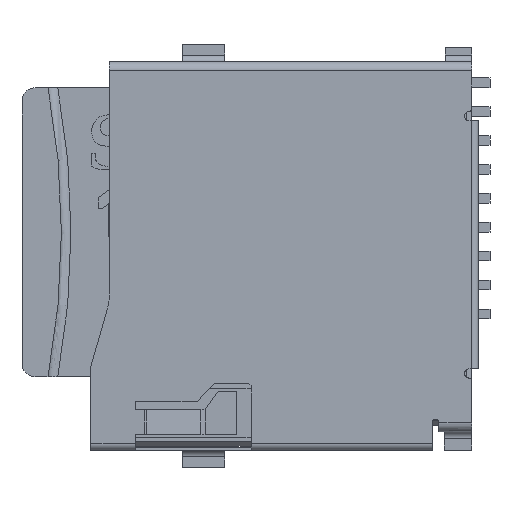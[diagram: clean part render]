
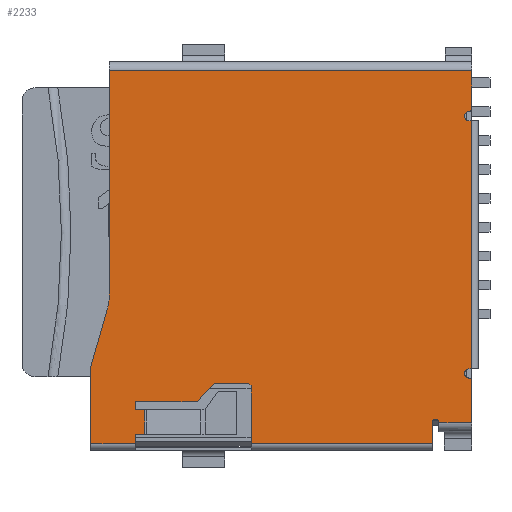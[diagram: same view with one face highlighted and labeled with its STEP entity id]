
A CAD part, top view. The second image highlights one B-rep face of the part: STEP entity #2233.
In plain terms, the highlighted planar face has unit normal (0, 0, 1).
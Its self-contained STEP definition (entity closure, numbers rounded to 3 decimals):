
#2233 = ADVANCED_FACE('',(#2234),#2490,.T.);
#2234 = FACE_BOUND('',#2235,.T.);
#2235 = EDGE_LOOP('',(#2236,#2246,#2255,#2263,#2272,#2280,#2288,#2296,
    #2305,#2313,#2322,#2330,#2338,#2346,#2355,#2363,#2371,#2379,#2387,
    #2395,#2403,#2411,#2419,#2427,#2435,#2443,#2451,#2459,#2467,#2475,
    #2484));
#2236 = ORIENTED_EDGE('',*,*,#2237,.T.);
#2237 = EDGE_CURVE('',#2238,#2240,#2242,.T.);
#2238 = VERTEX_POINT('',#2239);
#2239 = CARTESIAN_POINT('',(14.5,1.05,2.));
#2240 = VERTEX_POINT('',#2241);
#2241 = CARTESIAN_POINT('',(14.5,2.67,2.));
#2242 = LINE('',#2243,#2244);
#2243 = CARTESIAN_POINT('',(14.5,1.05,2.));
#2244 = VECTOR('',#2245,1.);
#2245 = DIRECTION('',(0.,1.,0.));
#2246 = ORIENTED_EDGE('',*,*,#2247,.T.);
#2247 = EDGE_CURVE('',#2240,#2248,#2250,.T.);
#2248 = VERTEX_POINT('',#2249);
#2249 = CARTESIAN_POINT('',(14.42,2.75,2.));
#2250 = CIRCLE('',#2251,0.08);
#2251 = AXIS2_PLACEMENT_3D('',#2252,#2253,#2254);
#2252 = CARTESIAN_POINT('',(14.42,2.67,2.));
#2253 = DIRECTION('',(-0.,0.,1.));
#2254 = DIRECTION('',(0.,-1.,0.));
#2255 = ORIENTED_EDGE('',*,*,#2256,.F.);
#2256 = EDGE_CURVE('',#2257,#2248,#2259,.T.);
#2257 = VERTEX_POINT('',#2258);
#2258 = CARTESIAN_POINT('',(14.4,2.75,2.));
#2259 = LINE('',#2260,#2261);
#2260 = CARTESIAN_POINT('',(14.4,2.75,2.));
#2261 = VECTOR('',#2262,1.);
#2262 = DIRECTION('',(1.,0.,0.));
#2263 = ORIENTED_EDGE('',*,*,#2264,.F.);
#2264 = EDGE_CURVE('',#2265,#2257,#2267,.T.);
#2265 = VERTEX_POINT('',#2266);
#2266 = CARTESIAN_POINT('',(14.4,3.1,2.));
#2267 = CIRCLE('',#2268,0.175);
#2268 = AXIS2_PLACEMENT_3D('',#2269,#2270,#2271);
#2269 = CARTESIAN_POINT('',(14.4,2.925,2.));
#2270 = DIRECTION('',(0.,0.,1.));
#2271 = DIRECTION('',(1.,0.,0.));
#2272 = ORIENTED_EDGE('',*,*,#2273,.T.);
#2273 = EDGE_CURVE('',#2265,#2274,#2276,.T.);
#2274 = VERTEX_POINT('',#2275);
#2275 = CARTESIAN_POINT('',(14.5,3.1,2.));
#2276 = LINE('',#2277,#2278);
#2277 = CARTESIAN_POINT('',(14.4,3.1,2.));
#2278 = VECTOR('',#2279,1.);
#2279 = DIRECTION('',(1.,0.,0.));
#2280 = ORIENTED_EDGE('',*,*,#2281,.T.);
#2281 = EDGE_CURVE('',#2274,#2282,#2284,.T.);
#2282 = VERTEX_POINT('',#2283);
#2283 = CARTESIAN_POINT('',(14.5,12.55,2.));
#2284 = LINE('',#2285,#2286);
#2285 = CARTESIAN_POINT('',(14.5,3.1,2.));
#2286 = VECTOR('',#2287,1.);
#2287 = DIRECTION('',(0.,1.,0.));
#2288 = ORIENTED_EDGE('',*,*,#2289,.F.);
#2289 = EDGE_CURVE('',#2290,#2282,#2292,.T.);
#2290 = VERTEX_POINT('',#2291);
#2291 = CARTESIAN_POINT('',(14.4,12.55,2.));
#2292 = LINE('',#2293,#2294);
#2293 = CARTESIAN_POINT('',(14.4,12.55,2.));
#2294 = VECTOR('',#2295,1.);
#2295 = DIRECTION('',(1.,0.,0.));
#2296 = ORIENTED_EDGE('',*,*,#2297,.F.);
#2297 = EDGE_CURVE('',#2298,#2290,#2300,.T.);
#2298 = VERTEX_POINT('',#2299);
#2299 = CARTESIAN_POINT('',(14.4,12.9,2.));
#2300 = CIRCLE('',#2301,0.175);
#2301 = AXIS2_PLACEMENT_3D('',#2302,#2303,#2304);
#2302 = CARTESIAN_POINT('',(14.4,12.725,2.));
#2303 = DIRECTION('',(0.,0.,1.));
#2304 = DIRECTION('',(1.,0.,0.));
#2305 = ORIENTED_EDGE('',*,*,#2306,.T.);
#2306 = EDGE_CURVE('',#2298,#2307,#2309,.T.);
#2307 = VERTEX_POINT('',#2308);
#2308 = CARTESIAN_POINT('',(14.42,12.9,2.));
#2309 = LINE('',#2310,#2311);
#2310 = CARTESIAN_POINT('',(14.4,12.9,2.));
#2311 = VECTOR('',#2312,1.);
#2312 = DIRECTION('',(1.,0.,0.));
#2313 = ORIENTED_EDGE('',*,*,#2314,.T.);
#2314 = EDGE_CURVE('',#2307,#2315,#2317,.T.);
#2315 = VERTEX_POINT('',#2316);
#2316 = CARTESIAN_POINT('',(14.5,12.98,2.));
#2317 = CIRCLE('',#2318,0.08);
#2318 = AXIS2_PLACEMENT_3D('',#2319,#2320,#2321);
#2319 = CARTESIAN_POINT('',(14.42,12.98,2.));
#2320 = DIRECTION('',(-0.,0.,1.));
#2321 = DIRECTION('',(0.,-1.,0.));
#2322 = ORIENTED_EDGE('',*,*,#2323,.F.);
#2323 = EDGE_CURVE('',#2324,#2315,#2326,.T.);
#2324 = VERTEX_POINT('',#2325);
#2325 = CARTESIAN_POINT('',(14.5,14.45,2.));
#2326 = LINE('',#2327,#2328);
#2327 = CARTESIAN_POINT('',(14.5,14.45,2.));
#2328 = VECTOR('',#2329,1.);
#2329 = DIRECTION('',(0.,-1.,0.));
#2330 = ORIENTED_EDGE('',*,*,#2331,.T.);
#2331 = EDGE_CURVE('',#2324,#2332,#2334,.T.);
#2332 = VERTEX_POINT('',#2333);
#2333 = CARTESIAN_POINT('',(0.71,14.45,2.));
#2334 = LINE('',#2335,#2336);
#2335 = CARTESIAN_POINT('',(14.5,14.45,2.));
#2336 = VECTOR('',#2337,1.);
#2337 = DIRECTION('',(-1.,0.,0.));
#2338 = ORIENTED_EDGE('',*,*,#2339,.T.);
#2339 = EDGE_CURVE('',#2332,#2340,#2342,.T.);
#2340 = VERTEX_POINT('',#2341);
#2341 = CARTESIAN_POINT('',(0.71,5.95,2.));
#2342 = LINE('',#2343,#2344);
#2343 = CARTESIAN_POINT('',(0.71,14.45,2.));
#2344 = VECTOR('',#2345,1.);
#2345 = DIRECTION('',(0.,-1.,0.));
#2346 = ORIENTED_EDGE('',*,*,#2347,.F.);
#2347 = EDGE_CURVE('',#2348,#2340,#2350,.T.);
#2348 = VERTEX_POINT('',#2349);
#2349 = CARTESIAN_POINT('',(0.634,5.413,2.));
#2350 = CIRCLE('',#2351,1.949);
#2351 = AXIS2_PLACEMENT_3D('',#2352,#2353,#2354);
#2352 = CARTESIAN_POINT('',(-1.239,5.95,2.));
#2353 = DIRECTION('',(0.,0.,1.));
#2354 = DIRECTION('',(1.,0.,0.));
#2355 = ORIENTED_EDGE('',*,*,#2356,.T.);
#2356 = EDGE_CURVE('',#2348,#2357,#2359,.T.);
#2357 = VERTEX_POINT('',#2358);
#2358 = CARTESIAN_POINT('',(0.,3.2,2.));
#2359 = LINE('',#2360,#2361);
#2360 = CARTESIAN_POINT('',(0.634,5.413,2.));
#2361 = VECTOR('',#2362,1.);
#2362 = DIRECTION('',(-0.276,-0.961,0.));
#2363 = ORIENTED_EDGE('',*,*,#2364,.T.);
#2364 = EDGE_CURVE('',#2357,#2365,#2367,.T.);
#2365 = VERTEX_POINT('',#2366);
#2366 = CARTESIAN_POINT('',(0.,0.25,2.));
#2367 = LINE('',#2368,#2369);
#2368 = CARTESIAN_POINT('',(0.,3.2,2.));
#2369 = VECTOR('',#2370,1.);
#2370 = DIRECTION('',(0.,-1.,0.));
#2371 = ORIENTED_EDGE('',*,*,#2372,.T.);
#2372 = EDGE_CURVE('',#2365,#2373,#2375,.T.);
#2373 = VERTEX_POINT('',#2374);
#2374 = CARTESIAN_POINT('',(1.7,0.25,2.));
#2375 = LINE('',#2376,#2377);
#2376 = CARTESIAN_POINT('',(0.,0.25,2.));
#2377 = VECTOR('',#2378,1.);
#2378 = DIRECTION('',(1.,0.,0.));
#2379 = ORIENTED_EDGE('',*,*,#2380,.T.);
#2380 = EDGE_CURVE('',#2373,#2381,#2383,.T.);
#2381 = VERTEX_POINT('',#2382);
#2382 = CARTESIAN_POINT('',(1.7,0.6,2.));
#2383 = LINE('',#2384,#2385);
#2384 = CARTESIAN_POINT('',(1.7,0.25,2.));
#2385 = VECTOR('',#2386,1.);
#2386 = DIRECTION('',(0.,1.,0.));
#2387 = ORIENTED_EDGE('',*,*,#2388,.T.);
#2388 = EDGE_CURVE('',#2381,#2389,#2391,.T.);
#2389 = VERTEX_POINT('',#2390);
#2390 = CARTESIAN_POINT('',(2.05,0.6,2.));
#2391 = LINE('',#2392,#2393);
#2392 = CARTESIAN_POINT('',(1.7,0.6,2.));
#2393 = VECTOR('',#2394,1.);
#2394 = DIRECTION('',(1.,0.,0.));
#2395 = ORIENTED_EDGE('',*,*,#2396,.T.);
#2396 = EDGE_CURVE('',#2389,#2397,#2399,.T.);
#2397 = VERTEX_POINT('',#2398);
#2398 = CARTESIAN_POINT('',(2.05,1.55,2.));
#2399 = LINE('',#2400,#2401);
#2400 = CARTESIAN_POINT('',(2.05,0.6,2.));
#2401 = VECTOR('',#2402,1.);
#2402 = DIRECTION('',(0.,1.,0.));
#2403 = ORIENTED_EDGE('',*,*,#2404,.T.);
#2404 = EDGE_CURVE('',#2397,#2405,#2407,.T.);
#2405 = VERTEX_POINT('',#2406);
#2406 = CARTESIAN_POINT('',(1.7,1.55,2.));
#2407 = LINE('',#2408,#2409);
#2408 = CARTESIAN_POINT('',(2.05,1.55,2.));
#2409 = VECTOR('',#2410,1.);
#2410 = DIRECTION('',(-1.,0.,0.));
#2411 = ORIENTED_EDGE('',*,*,#2412,.T.);
#2412 = EDGE_CURVE('',#2405,#2413,#2415,.T.);
#2413 = VERTEX_POINT('',#2414);
#2414 = CARTESIAN_POINT('',(1.7,1.85,2.));
#2415 = LINE('',#2416,#2417);
#2416 = CARTESIAN_POINT('',(1.7,1.55,2.));
#2417 = VECTOR('',#2418,1.);
#2418 = DIRECTION('',(0.,1.,0.));
#2419 = ORIENTED_EDGE('',*,*,#2420,.T.);
#2420 = EDGE_CURVE('',#2413,#2421,#2423,.T.);
#2421 = VERTEX_POINT('',#2422);
#2422 = CARTESIAN_POINT('',(4.05,1.85,2.));
#2423 = LINE('',#2424,#2425);
#2424 = CARTESIAN_POINT('',(1.7,1.85,2.));
#2425 = VECTOR('',#2426,1.);
#2426 = DIRECTION('',(1.,0.,0.));
#2427 = ORIENTED_EDGE('',*,*,#2428,.T.);
#2428 = EDGE_CURVE('',#2421,#2429,#2431,.T.);
#2429 = VERTEX_POINT('',#2430);
#2430 = CARTESIAN_POINT('',(4.7,2.55,2.));
#2431 = LINE('',#2432,#2433);
#2432 = CARTESIAN_POINT('',(4.05,1.85,2.));
#2433 = VECTOR('',#2434,1.);
#2434 = DIRECTION('',(0.68,0.733,0.));
#2435 = ORIENTED_EDGE('',*,*,#2436,.T.);
#2436 = EDGE_CURVE('',#2429,#2437,#2439,.T.);
#2437 = VERTEX_POINT('',#2438);
#2438 = CARTESIAN_POINT('',(6.,2.55,2.));
#2439 = LINE('',#2440,#2441);
#2440 = CARTESIAN_POINT('',(4.7,2.55,2.));
#2441 = VECTOR('',#2442,1.);
#2442 = DIRECTION('',(1.,0.,0.));
#2443 = ORIENTED_EDGE('',*,*,#2444,.T.);
#2444 = EDGE_CURVE('',#2437,#2445,#2447,.T.);
#2445 = VERTEX_POINT('',#2446);
#2446 = CARTESIAN_POINT('',(6.1,2.45,2.));
#2447 = LINE('',#2448,#2449);
#2448 = CARTESIAN_POINT('',(6.,2.55,2.));
#2449 = VECTOR('',#2450,1.);
#2450 = DIRECTION('',(0.707,-0.707,0.));
#2451 = ORIENTED_EDGE('',*,*,#2452,.T.);
#2452 = EDGE_CURVE('',#2445,#2453,#2455,.T.);
#2453 = VERTEX_POINT('',#2454);
#2454 = CARTESIAN_POINT('',(6.1,0.25,2.));
#2455 = LINE('',#2456,#2457);
#2456 = CARTESIAN_POINT('',(6.1,2.45,2.));
#2457 = VECTOR('',#2458,1.);
#2458 = DIRECTION('',(0.,-1.,0.));
#2459 = ORIENTED_EDGE('',*,*,#2460,.T.);
#2460 = EDGE_CURVE('',#2453,#2461,#2463,.T.);
#2461 = VERTEX_POINT('',#2462);
#2462 = CARTESIAN_POINT('',(13.,0.25,2.));
#2463 = LINE('',#2464,#2465);
#2464 = CARTESIAN_POINT('',(6.1,0.25,2.));
#2465 = VECTOR('',#2466,1.);
#2466 = DIRECTION('',(1.,0.,0.));
#2467 = ORIENTED_EDGE('',*,*,#2468,.T.);
#2468 = EDGE_CURVE('',#2461,#2469,#2471,.T.);
#2469 = VERTEX_POINT('',#2470);
#2470 = CARTESIAN_POINT('',(13.,1.05,2.));
#2471 = LINE('',#2472,#2473);
#2472 = CARTESIAN_POINT('',(13.,0.25,2.));
#2473 = VECTOR('',#2474,1.);
#2474 = DIRECTION('',(0.,1.,0.));
#2475 = ORIENTED_EDGE('',*,*,#2476,.F.);
#2476 = EDGE_CURVE('',#2477,#2469,#2479,.T.);
#2477 = VERTEX_POINT('',#2478);
#2478 = CARTESIAN_POINT('',(13.25,1.05,2.));
#2479 = CIRCLE('',#2480,0.125);
#2480 = AXIS2_PLACEMENT_3D('',#2481,#2482,#2483);
#2481 = CARTESIAN_POINT('',(13.125,1.05,2.));
#2482 = DIRECTION('',(0.,0.,1.));
#2483 = DIRECTION('',(1.,0.,0.));
#2484 = ORIENTED_EDGE('',*,*,#2485,.T.);
#2485 = EDGE_CURVE('',#2477,#2238,#2486,.T.);
#2486 = LINE('',#2487,#2488);
#2487 = CARTESIAN_POINT('',(13.25,1.05,2.));
#2488 = VECTOR('',#2489,1.);
#2489 = DIRECTION('',(1.,0.,0.));
#2490 = PLANE('',#2491);
#2491 = AXIS2_PLACEMENT_3D('',#2492,#2493,#2494);
#2492 = CARTESIAN_POINT('',(7.255,6.938,2.));
#2493 = DIRECTION('',(0.,0.,1.));
#2494 = DIRECTION('',(0.,1.,0.));
